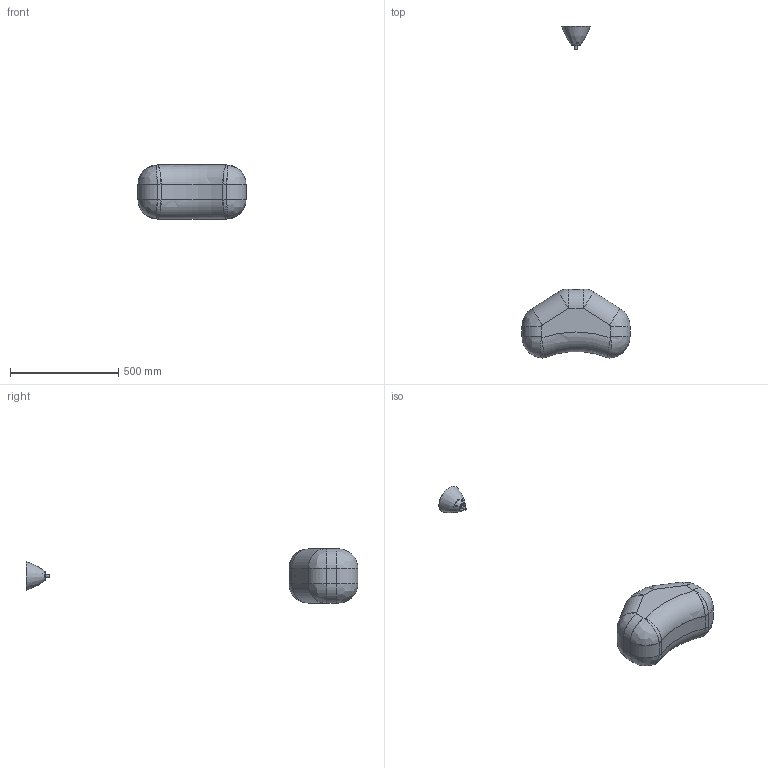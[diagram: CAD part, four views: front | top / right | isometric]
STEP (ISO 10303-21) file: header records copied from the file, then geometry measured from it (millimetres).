
FILE_DESCRIPTION(/* description */ (''),/* implementation_level */ '2;1');
FILE_NAME(/* name */ 'F354090100TRNE.stp',/* time_stamp */ '2020-01-24T11:15:42+01:00',/* author */ ('sghezzi'),/* organization */ (''),/* preprocessor_version */ 'ST-DEVELOPER v17.2',/* originating_system */ 'Autodesk Inventor 2019',/* authorisation */ '');
FILE_SCHEMA (('AUTOMOTIVE_DESIGN { 1 0 10303 214 3 1 1 }'));
Length unit declared in the file: millimetre
Products named in the file (17): F354090100TRNE; Assieme UM3540CR; 005010750_PL_P10H_750V_E27_CERAM; 005358001_BICCH_CR_X_PL; 006358002_BUSSOLA_FIL; 007340201 TUBO PROLUNGA D10 L55 CR 3402; 060009000_DADO_ES_M10X1_H3_L13_ZnBi; 007185313 tappo chiusura diff inf vern Bi 1853; 066001853_Gancio_sosp _M13_ZnBi; 030000510_Rosone_sos_F10.5_grezzo; 061011005 BLOCCACAVO 5227.26 NERO+GRANO; 066010000_Bloccacavo ot nk 2 fori + viti 65091020; Parte6; Vite 65091020 x bloccacavo 066010000; 065006202_GRANO_5408-4-10-26_NyN; 063022100; 002356703
Assembly tree (22 placements, depth 4):
  F354090100TRNE
    Assieme UM3540CR
      005010750_PL_P10H_750V_E27_CERAM
      005358001_BICCH_CR_X_PL
      006358002_BUSSOLA_FIL
      007340201 TUBO PROLUNGA D10 L55 CR 3402
      060009000_DADO_ES_M10X1_H3_L13_ZnBi  x2
      063022100  x3
      007185313 tappo chiusura diff inf vern Bi 1853
      066001853_Gancio_sosp _M13_ZnBi
      030000510_Rosone_sos_F10.5_grezzo
      061011005 BLOCCACAVO 5227.26 NERO+GRANO
      066010000_Bloccacavo ot nk 2 fori + viti 65091020  x3
        Parte6
        Vite 65091020 x bloccacavo 066010000
      065006202_GRANO_5408-4-10-26_NyN
    002356703
Bounding box: 500 x 1534.64 x 250 mm (x, y, z)
Volume: 1509295.4 mm3; surface area: 1043044.7 mm2
Topology: 24 solids, 24 shells, 629 faces, 1774 edges, 1175 vertices
Faces by surface type: plane 384, cylinder 194, bspline 26, torus 10, sphere 8, cone 7
Full cylindrical faces by diameter (mm): 2 x3, 2.2 x12, 3.242 x6, 4 x6, 5.9 x1, 6 x17, 6.5 x1, 7 x5, 8.376 x2, 8.917 x2, 8.92 x1, 10 x2, 10.5 x3, 15 x1, 18 x3, 22 x1, 23.351 x1, 25 x1, 35 x2, 38 x1, 40 x1, 43 x1, 44 x1, 46 x1, 120 x1
Entity records: 14965 total; most frequent: CARTESIAN_POINT 4372, DIRECTION 2141, ORIENTED_EDGE 2080, EDGE_CURVE 1040, AXIS2_PLACEMENT_3D 799, VERTEX_POINT 688, LINE 543, VECTOR 543
